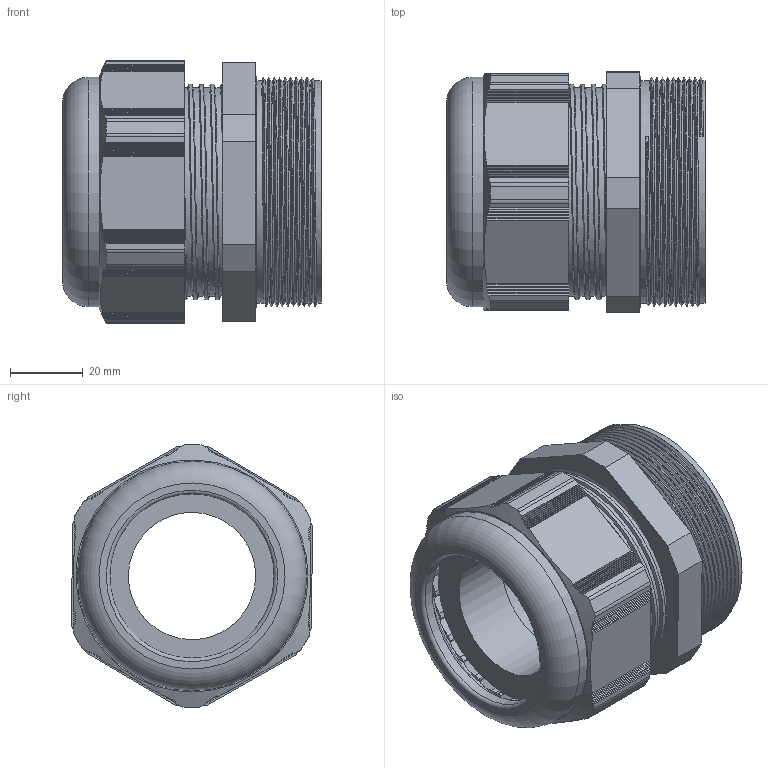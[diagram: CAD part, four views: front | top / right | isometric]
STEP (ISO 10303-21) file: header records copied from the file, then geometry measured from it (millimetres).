
FILE_DESCRIPTION(/* description */ ('Euro-Top M63, KB: 29-35 mm'),/* implementation_level */ '2;1');
FILE_NAME(/* name */ '11180563-RST.stp',/* time_stamp */ '2019-11-21T12:32:58+01:00',/* author */ ('sl'),/* organization */ (''),/* preprocessor_version */ 'ST-DEVELOPER v16.5',/* originating_system */ 'Autodesk Inventor 2017',/* authorisation */ '');
FILE_SCHEMA (('AUTOMOTIVE_DESIGN { 1 0 10303 214 3 1 1 }'));
Length unit declared in the file: millimetre
Products named in the file (4): 11180563; 11080563; 11080563_1; 11180563_1
Assembly tree (3 placements, depth 2):
  11180563
    11080563
    11080563_1
    11180563_1
Bounding box: 71 x 66.23 x 72.29 mm (x, y, z)
Volume: 97938.9 mm3; surface area: 56591.8 mm2
Topology: 3 solids, 3 shells, 518 faces, 1502 edges, 997 vertices
Faces by surface type: plane 342, cylinder 88, torus 54, cone 28, bspline 6
Full cylindrical faces by diameter (mm): 35 x1, 45.16 x1, 45.84 x1, 51 x1, 51.4 x1, 52.1 x1, 55.9 x1, 57.4 x6, 58.07 x8, 59.97 x7, 61.278 x10, 61.9 x1, 62.5 x1, 62.92 x1, 63.11 x1, 63.52 x1
Entity records: 20887 total; most frequent: CARTESIAN_POINT 8286, ORIENTED_EDGE 2758, DIRECTION 2506, EDGE_CURVE 1379, VERTEX_POINT 931, AXIS2_PLACEMENT_3D 887, LINE 732, VECTOR 732
